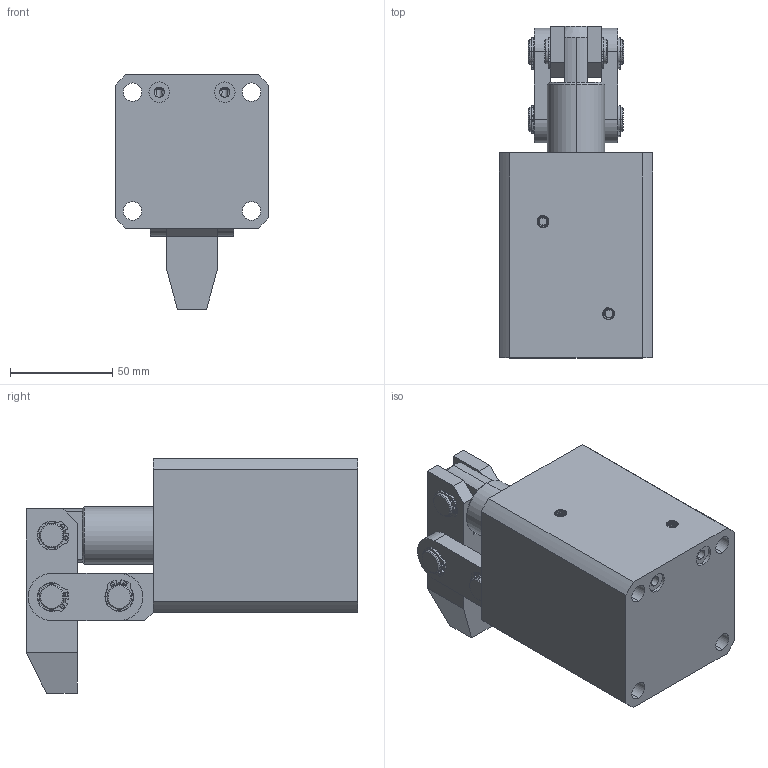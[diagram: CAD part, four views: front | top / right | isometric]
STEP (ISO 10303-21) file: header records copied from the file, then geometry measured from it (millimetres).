
FILE_DESCRIPTION (( 'STEP AP214' ), '1' );
FILE_NAME ('chlc-m50_asm-R.STEP', '2019-11-25T06:32:43', ( 'Windows' ), ( 'Microsoft' ), 'SwSTEP 2.0', 'SolidWorks 2015', '' );
FILE_SCHEMA (( 'AUTOMOTIVE_DESIGN' ));
Length unit declared in the file: millimetre
Products named in the file (1): chlc-m50_asm-R
Bounding box: 75 x 162 x 114.5 mm (x, y, z)
Volume: 562600.4 mm3; surface area: 111040.5 mm2
Topology: 17 solids, 17 shells, 509 faces, 1299 edges, 842 vertices
Faces by surface type: cylinder 277, plane 136, cone 64, bspline 32
Entity records: 28182 total; most frequent: CARTESIAN_POINT 10160, ORIENTED_EDGE 2582, DIRECTION 2511, EDGE_CURVE 1291, AXIS2_PLACEMENT_3D 991, VERTEX_POINT 841, EDGE_LOOP 592, VECTOR 529
